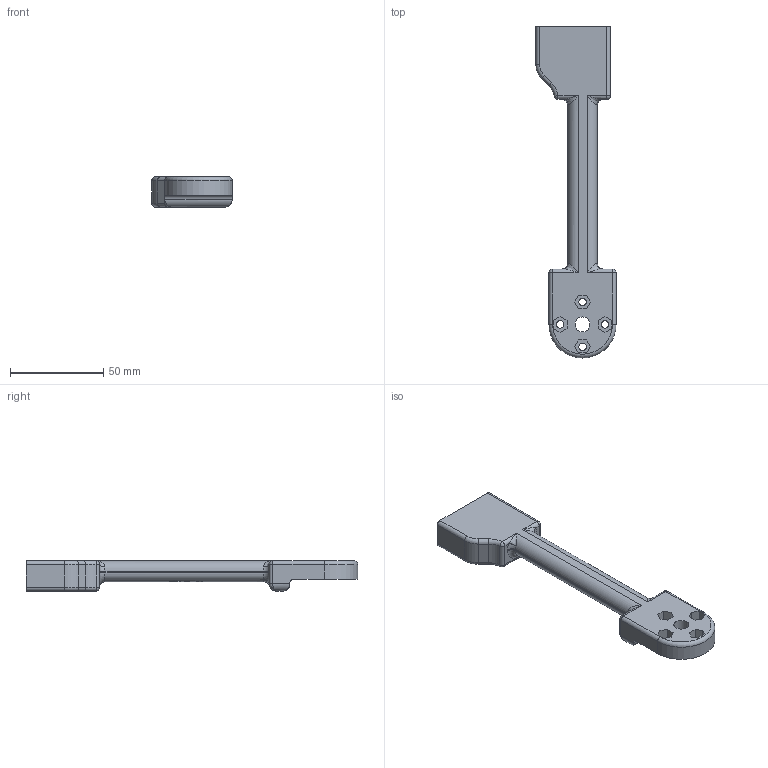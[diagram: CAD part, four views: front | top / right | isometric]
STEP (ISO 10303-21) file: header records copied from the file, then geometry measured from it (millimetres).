
FILE_DESCRIPTION(/* description */ (''),/* implementation_level */ '2;1');
FILE_NAME(/* name */ 'Eslabon2.stp',/* time_stamp */ '2022-11-06T18:16:00-05:00',/* author */ ('zulet'),/* organization */ (''),/* preprocessor_version */ 'ST-DEVELOPER v18.1',/* originating_system */ 'Autodesk Inventor 2021',/* authorisation */ '');
FILE_SCHEMA (('AUTOMOTIVE_DESIGN { 1 0 10303 214 3 1 1 }'));
Length unit declared in the file: millimetre
Products named in the file (1): Eslabon2
Bounding box: 43 x 178 x 16.25 mm (x, y, z)
Volume: 46164.8 mm3; surface area: 15778 mm2
Topology: 1 solids, 1 shells, 166 faces, 427 edges, 265 vertices
Faces by surface type: plane 79, cylinder 48, bspline 20, torus 13, sphere 6
Full cylindrical faces by diameter (mm): 2 x3, 4 x4, 8 x1
Entity records: 5428 total; most frequent: CARTESIAN_POINT 1411, ORIENTED_EDGE 838, DIRECTION 795, EDGE_CURVE 419, AXIS2_PLACEMENT_3D 269, VERTEX_POINT 261, LINE 257, VECTOR 257
